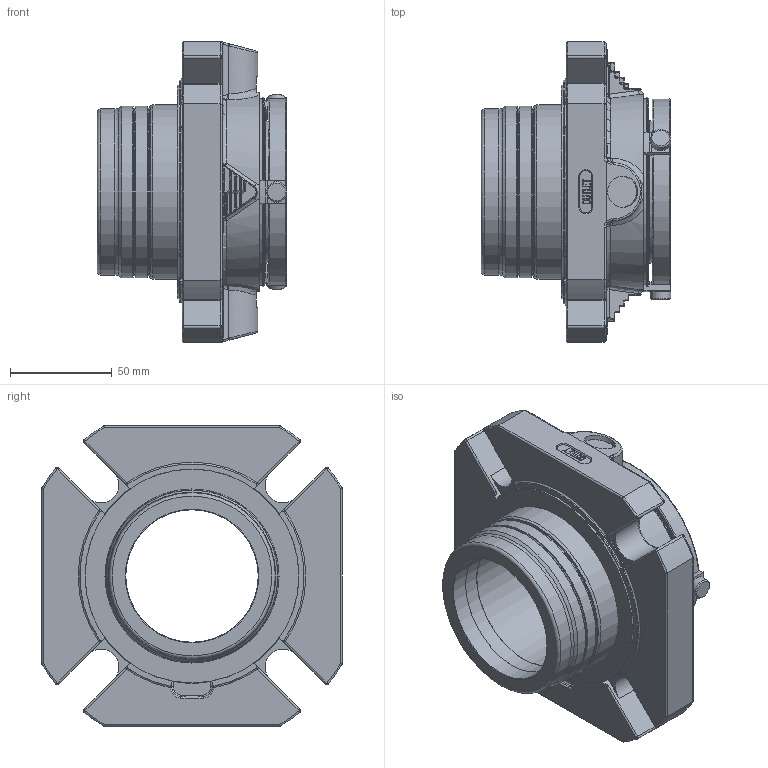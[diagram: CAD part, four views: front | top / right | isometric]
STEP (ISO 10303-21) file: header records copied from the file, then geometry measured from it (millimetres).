
FILE_DESCRIPTION(/* description */ ('Unknown'),/* implementation_level */ '2;1');
FILE_NAME(/* name */ '65mm - STEP REMAKE',/* time_stamp */ '2023-01-30T11:14:05+00:00',/* author */ ('Unknown'),/* organization */ ('Unknown'),/* preprocessor_version */ 'ST-DEVELOPER v16.7',/* originating_system */ 'Solid Edge',/* authorisation */ 'Unknown');
FILE_SCHEMA (('AUTOMOTIVE_DESIGN {1 0 10303 214 3 1 1}'));
Length unit declared in the file: millimetre
Products named in the file (1): 65mm
Bounding box: 93.24 x 147.32 x 147.32 mm (x, y, z)
Volume: 526625.3 mm3; surface area: 92656.1 mm2
Topology: 1 solids, 1 shells, 1207 faces, 3125 edges, 1974 vertices
Faces by surface type: plane 451, cylinder 337, bspline 245, torus 110, sphere 39, cone 25
Full cylindrical faces by diameter (mm): 4.316 x2, 4.837 x2, 10 x3, 15.342 x2, 64.999 x1, 65.1 x2, 65.354 x1, 69.825 x2, 81.509 x1, 82.169 x2, 84.201 x1, 84.252 x1, 85.446 x1, 91.567 x2, 93.091 x1, 105 x1
Entity records: 41751 total; most frequent: CARTESIAN_POINT 15220, ORIENTED_EDGE 6084, DIRECTION 4505, EDGE_CURVE 3042, VERTEX_POINT 1953, AXIS2_PLACEMENT_3D 1655, EDGE_LOOP 1337, FACE_BOUND 1337
